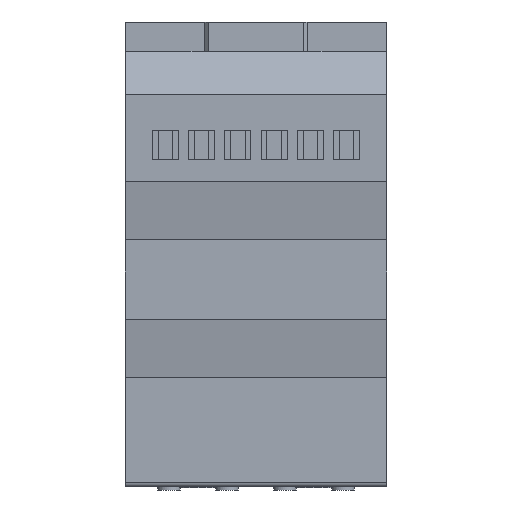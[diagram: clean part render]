
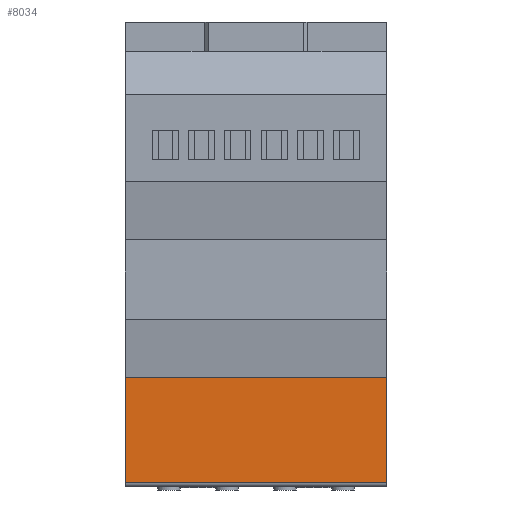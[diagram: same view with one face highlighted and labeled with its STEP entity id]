
A CAD part, front view. The second image highlights one B-rep face of the part: STEP entity #8034.
In plain terms, the highlighted planar face has unit normal (0, -1, 0).
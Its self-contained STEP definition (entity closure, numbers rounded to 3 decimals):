
#342 = VECTOR ( 'NONE', #17507, 1000. ) ;
#1583 = VECTOR ( 'NONE', #10047, 1000. ) ;
#1746 = LINE ( 'NONE', #6770, #19306 ) ;
#2165 = VERTEX_POINT ( 'NONE', #10474 ) ;
#2254 = CARTESIAN_POINT ( 'NONE',  ( -18., -22.5, 0. ) ) ;
#3480 = ORIENTED_EDGE ( 'NONE', *, *, #17990, .F. ) ;
#3845 = CARTESIAN_POINT ( 'NONE',  ( 9., -22.5, -59.5 ) ) ;
#4571 = DIRECTION ( 'NONE',  ( -1., 0., 0. ) ) ;
#5174 = VERTEX_POINT ( 'NONE', #13596 ) ;
#5385 = PLANE ( 'NONE',  #21813 ) ;
#6451 = LINE ( 'NONE', #16813, #342 ) ;
#6770 = CARTESIAN_POINT ( 'NONE',  ( 9., -22.5, -45. ) ) ;
#7014 = ORIENTED_EDGE ( 'NONE', *, *, #27997, .F. ) ;
#7692 = DIRECTION ( 'NONE',  ( 0., 0., 1. ) ) ;
#8034 = ADVANCED_FACE ( 'NONE', ( #19934 ), #5385, .F. ) ;
#9976 = VERTEX_POINT ( 'NONE', #20336 ) ;
#10047 = DIRECTION ( 'NONE',  ( 0., 0., 1. ) ) ;
#10474 = CARTESIAN_POINT ( 'NONE',  ( -18., -22.5, -59.5 ) ) ;
#11194 = CARTESIAN_POINT ( 'NONE',  ( 18., -22.5, -45. ) ) ;
#11225 = ORIENTED_EDGE ( 'NONE', *, *, #15798, .F. ) ;
#12332 = DIRECTION ( 'NONE',  ( 0., 1., 0. ) ) ;
#12624 = CARTESIAN_POINT ( 'NONE',  ( 9., -22.5, -45. ) ) ;
#12863 = VECTOR ( 'NONE', #15287, 1000. ) ;
#13455 = EDGE_LOOP ( 'NONE', ( #11225, #3480, #14895, #7014 ) ) ;
#13596 = CARTESIAN_POINT ( 'NONE',  ( 18., -22.5, -59.5 ) ) ;
#14895 = ORIENTED_EDGE ( 'NONE', *, *, #25350, .T. ) ;
#15287 = DIRECTION ( 'NONE',  ( -1., 0., 0. ) ) ;
#15798 = EDGE_CURVE ( 'NONE', #5174, #2165, #24642, .T. ) ;
#16813 = CARTESIAN_POINT ( 'NONE',  ( 18., -22.5, -45. ) ) ;
#17507 = DIRECTION ( 'NONE',  ( 0., 0., -1. ) ) ;
#17990 = EDGE_CURVE ( 'NONE', #18176, #5174, #6451, .T. ) ;
#18176 = VERTEX_POINT ( 'NONE', #11194 ) ;
#19306 = VECTOR ( 'NONE', #4571, 1000. ) ;
#19934 = FACE_OUTER_BOUND ( 'NONE', #13455, .T. ) ;
#20336 = CARTESIAN_POINT ( 'NONE',  ( -18., -22.5, -45. ) ) ;
#21813 = AXIS2_PLACEMENT_3D ( 'NONE', #12624, #12332, #7692 ) ;
#23448 = LINE ( 'NONE', #2254, #1583 ) ;
#24642 = LINE ( 'NONE', #3845, #12863 ) ;
#25350 = EDGE_CURVE ( 'NONE', #18176, #9976, #1746, .T. ) ;
#27997 = EDGE_CURVE ( 'NONE', #2165, #9976, #23448, .T. ) ;
